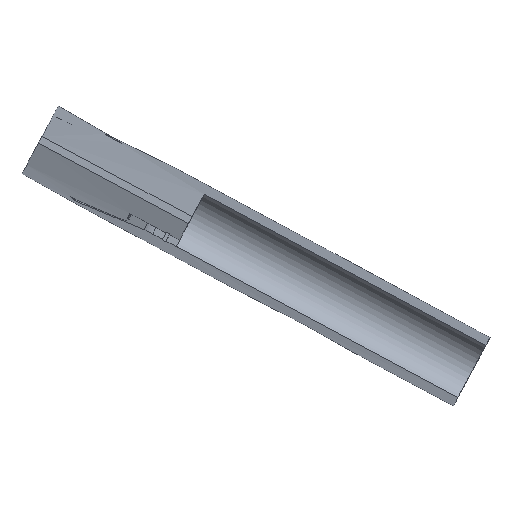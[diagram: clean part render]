
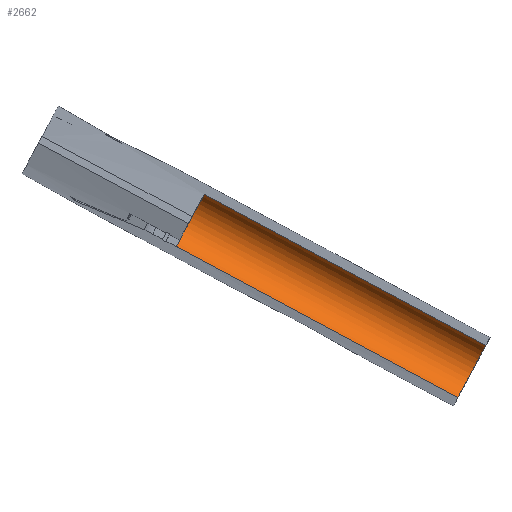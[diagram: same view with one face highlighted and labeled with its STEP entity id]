
A CAD part, top view. The second image highlights one B-rep face of the part: STEP entity #2662.
In plain terms, the highlighted cylindrical face has radius 17 mm (diameter 34 mm), a partial arc.
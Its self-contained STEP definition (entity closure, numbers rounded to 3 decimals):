
#73=CIRCLE('',#2845,17.);
#74=CIRCLE('',#2848,17.);
#81=CIRCLE('',#2862,17.);
#117=CYLINDRICAL_SURFACE('',#2865,17.);
#385=FACE_OUTER_BOUND('',#566,.T.);
#566=EDGE_LOOP('',(#2343,#2344,#2345,#2346,#2347,#2348));
#698=LINE('',#8897,#854);
#711=LINE('',#9859,#867);
#854=VECTOR('',#3216,10.);
#867=VECTOR('',#3247,10.);
#1047=B_SPLINE_CURVE_WITH_KNOTS('',3,(#10387,#10388,#10389,#10390),
 .UNSPECIFIED.,.F.,.F.,(4,4),(-18.714,-2.53),
 .UNSPECIFIED.);
#1264=VERTEX_POINT('',#8894);
#1265=VERTEX_POINT('',#8896);
#1270=VERTEX_POINT('',#8949);
#1282=VERTEX_POINT('',#9634);
#1283=VERTEX_POINT('',#9858);
#1284=VERTEX_POINT('',#9860);
#1589=EDGE_CURVE('',#1265,#1264,#698,.T.);
#1602=EDGE_CURVE('',#1264,#1270,#73,.T.);
#1618=EDGE_CURVE('',#1282,#1283,#711,.T.);
#1620=EDGE_CURVE('',#1284,#1270,#1047,.T.);
#1626=EDGE_CURVE('',#1282,#1265,#74,.T.);
#1667=EDGE_CURVE('',#1283,#1284,#81,.T.);
#2343=ORIENTED_EDGE('',*,*,#1602,.T.);
#2344=ORIENTED_EDGE('',*,*,#1620,.F.);
#2345=ORIENTED_EDGE('',*,*,#1667,.F.);
#2346=ORIENTED_EDGE('',*,*,#1618,.F.);
#2347=ORIENTED_EDGE('',*,*,#1626,.T.);
#2348=ORIENTED_EDGE('',*,*,#1589,.T.);
#2662=ADVANCED_FACE('',(#385),#117,.F.);
#2845=AXIS2_PLACEMENT_3D('',#8954,#3236,#3237);
#2848=AXIS2_PLACEMENT_3D('',#10781,#3251,#3252);
#2862=AXIS2_PLACEMENT_3D('',#12766,#3290,#3291);
#2865=AXIS2_PLACEMENT_3D('',#13099,#3300,#3301);
#3216=DIRECTION('',(0.881,-0.472,0.));
#3236=DIRECTION('center_axis',(-0.881,0.472,0.));
#3237=DIRECTION('ref_axis',(-0.419,-0.782,-0.462));
#3247=DIRECTION('',(0.881,-0.472,0.));
#3251=DIRECTION('center_axis',(-0.881,0.472,0.));
#3252=DIRECTION('ref_axis',(-0.419,-0.782,-0.462));
#3290=DIRECTION('center_axis',(-0.881,0.472,0.));
#3291=DIRECTION('ref_axis',(-0.419,-0.782,-0.462));
#3300=DIRECTION('center_axis',(0.881,-0.472,0.));
#3301=DIRECTION('ref_axis',(-0.419,-0.782,-0.462));
#8894=CARTESIAN_POINT('',(-721.73,3.126,124.603));
#8896=CARTESIAN_POINT('',(-722.82,3.71,124.603));
#8897=CARTESIAN_POINT('',(-458.411,-138.021,124.603));
#8949=CARTESIAN_POINT('',(-721.831,2.938,125.));
#8954=CARTESIAN_POINT('Origin',(-714.709,16.224,132.857));
#9634=CARTESIAN_POINT('',(-708.677,30.095,125.));
#9858=CARTESIAN_POINT('',(-564.953,-46.945,125.));
#9859=CARTESIAN_POINT('',(-444.268,-111.636,125.));
#9860=CARTESIAN_POINT('',(-579.198,-73.518,125.));
#10387=CARTESIAN_POINT('Ctrl Pts',(-579.198,-73.518,
125.));
#10388=CARTESIAN_POINT('Ctrl Pts',(-626.742,-48.033,
125.));
#10389=CARTESIAN_POINT('Ctrl Pts',(-674.287,-22.548,125.));
#10390=CARTESIAN_POINT('Ctrl Pts',(-721.831,2.938,125.));
#10781=CARTESIAN_POINT('Origin',(-715.799,16.809,132.857));
#12766=CARTESIAN_POINT('Origin',(-572.075,-60.232,132.857));
#13099=CARTESIAN_POINT('Origin',(-451.39,-124.923,132.857));
